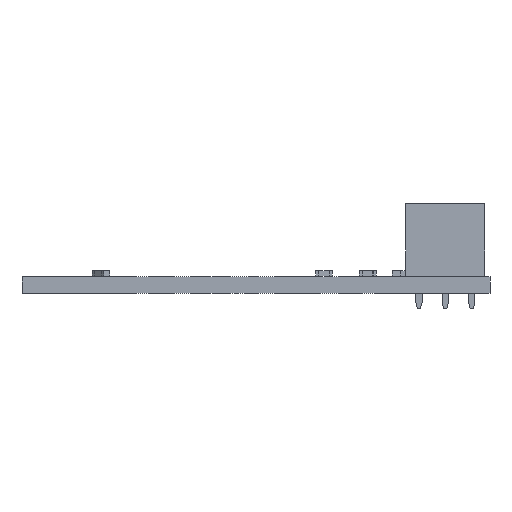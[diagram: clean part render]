
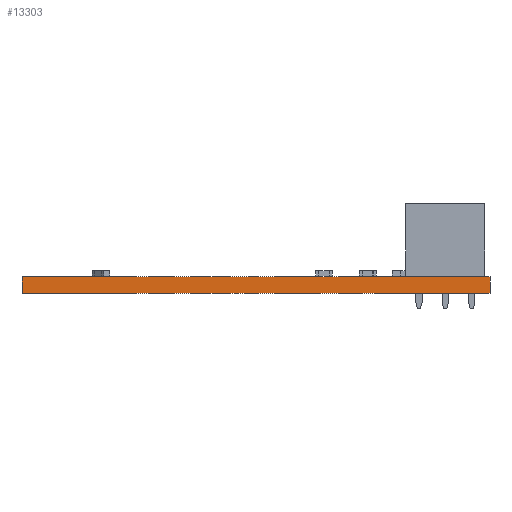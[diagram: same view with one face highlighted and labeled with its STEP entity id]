
A CAD part, front view. The second image highlights one B-rep face of the part: STEP entity #13303.
In plain terms, the highlighted planar face has unit normal (0, -1, 0).
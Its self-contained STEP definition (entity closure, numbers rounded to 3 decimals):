
#8207 = PLANE('',#8208);
#8208 = AXIS2_PLACEMENT_3D('',#8209,#8210,#8211);
#8209 = CARTESIAN_POINT('',(0.,-2.373,1.6));
#8210 = DIRECTION('',(0.,0.,1.));
#8211 = DIRECTION('',(1.,0.,0.));
#8262 = PLANE('',#8263);
#8263 = AXIS2_PLACEMENT_3D('',#8264,#8265,#8266);
#8264 = CARTESIAN_POINT('',(0.,-2.373,0.)
  );
#8265 = DIRECTION('',(0.,0.,1.));
#8266 = DIRECTION('',(1.,0.,0.));
#8511 = VERTEX_POINT('',#8512);
#8512 = CARTESIAN_POINT('',(-22.5,-32.,0.));
#8526 = PLANE('',#8527);
#8527 = AXIS2_PLACEMENT_3D('',#8528,#8529,#8530);
#8528 = CARTESIAN_POINT('',(-22.5,-15.,0.));
#8529 = DIRECTION('',(1.,0.,0.));
#8530 = DIRECTION('',(0.,-1.,0.));
#8538 = EDGE_CURVE('',#8511,#8539,#8541,.T.);
#8539 = VERTEX_POINT('',#8540);
#8540 = CARTESIAN_POINT('',(22.5,-32.,0.));
#8541 = SURFACE_CURVE('',#8542,(#8546,#8553),.PCURVE_S1.);
#8542 = LINE('',#8543,#8544);
#8543 = CARTESIAN_POINT('',(-22.5,-32.,0.));
#8544 = VECTOR('',#8545,1.);
#8545 = DIRECTION('',(1.,0.,0.));
#8546 = PCURVE('',#8262,#8547);
#8547 = DEFINITIONAL_REPRESENTATION('',(#8548),#8552);
#8548 = LINE('',#8549,#8550);
#8549 = CARTESIAN_POINT('',(-22.5,-29.627));
#8550 = VECTOR('',#8551,1.);
#8551 = DIRECTION('',(1.,0.));
#8552 = ( GEOMETRIC_REPRESENTATION_CONTEXT(2) 
PARAMETRIC_REPRESENTATION_CONTEXT() REPRESENTATION_CONTEXT('2D SPACE',''
  ) );
#8553 = PCURVE('',#8554,#8559);
#8554 = PLANE('',#8555);
#8555 = AXIS2_PLACEMENT_3D('',#8556,#8557,#8558);
#8556 = CARTESIAN_POINT('',(-22.5,-32.,0.));
#8557 = DIRECTION('',(0.,1.,0.));
#8558 = DIRECTION('',(1.,0.,0.));
#8559 = DEFINITIONAL_REPRESENTATION('',(#8560),#8564);
#8560 = LINE('',#8561,#8562);
#8561 = CARTESIAN_POINT('',(0.,0.));
#8562 = VECTOR('',#8563,1.);
#8563 = DIRECTION('',(1.,0.));
#8564 = ( GEOMETRIC_REPRESENTATION_CONTEXT(2) 
PARAMETRIC_REPRESENTATION_CONTEXT() REPRESENTATION_CONTEXT('2D SPACE',''
  ) );
#8582 = PLANE('',#8583);
#8583 = AXIS2_PLACEMENT_3D('',#8584,#8585,#8586);
#8584 = CARTESIAN_POINT('',(22.5,-32.,0.));
#8585 = DIRECTION('',(-1.,0.,0.));
#8586 = DIRECTION('',(0.,1.,0.));
#11026 = VERTEX_POINT('',#11027);
#11027 = CARTESIAN_POINT('',(-22.5,-32.,1.6));
#11048 = EDGE_CURVE('',#11026,#11049,#11051,.T.);
#11049 = VERTEX_POINT('',#11050);
#11050 = CARTESIAN_POINT('',(22.5,-32.,1.6));
#11051 = SURFACE_CURVE('',#11052,(#11056,#11063),.PCURVE_S1.);
#11052 = LINE('',#11053,#11054);
#11053 = CARTESIAN_POINT('',(-22.5,-32.,1.6));
#11054 = VECTOR('',#11055,1.);
#11055 = DIRECTION('',(1.,0.,0.));
#11056 = PCURVE('',#8207,#11057);
#11057 = DEFINITIONAL_REPRESENTATION('',(#11058),#11062);
#11058 = LINE('',#11059,#11060);
#11059 = CARTESIAN_POINT('',(-22.5,-29.627));
#11060 = VECTOR('',#11061,1.);
#11061 = DIRECTION('',(1.,0.));
#11062 = ( GEOMETRIC_REPRESENTATION_CONTEXT(2) 
PARAMETRIC_REPRESENTATION_CONTEXT() REPRESENTATION_CONTEXT('2D SPACE',''
  ) );
#11063 = PCURVE('',#8554,#11064);
#11064 = DEFINITIONAL_REPRESENTATION('',(#11065),#11069);
#11065 = LINE('',#11066,#11067);
#11066 = CARTESIAN_POINT('',(0.,-1.6));
#11067 = VECTOR('',#11068,1.);
#11068 = DIRECTION('',(1.,0.));
#11069 = ( GEOMETRIC_REPRESENTATION_CONTEXT(2) 
PARAMETRIC_REPRESENTATION_CONTEXT() REPRESENTATION_CONTEXT('2D SPACE',''
  ) );
#13255 = EDGE_CURVE('',#8511,#11026,#13256,.T.);
#13256 = SURFACE_CURVE('',#13257,(#13261,#13268),.PCURVE_S1.);
#13257 = LINE('',#13258,#13259);
#13258 = CARTESIAN_POINT('',(-22.5,-32.,0.));
#13259 = VECTOR('',#13260,1.);
#13260 = DIRECTION('',(0.,0.,1.));
#13261 = PCURVE('',#8526,#13262);
#13262 = DEFINITIONAL_REPRESENTATION('',(#13263),#13267);
#13263 = LINE('',#13264,#13265);
#13264 = CARTESIAN_POINT('',(17.,0.));
#13265 = VECTOR('',#13266,1.);
#13266 = DIRECTION('',(0.,-1.));
#13267 = ( GEOMETRIC_REPRESENTATION_CONTEXT(2) 
PARAMETRIC_REPRESENTATION_CONTEXT() REPRESENTATION_CONTEXT('2D SPACE',''
  ) );
#13268 = PCURVE('',#8554,#13269);
#13269 = DEFINITIONAL_REPRESENTATION('',(#13270),#13274);
#13270 = LINE('',#13271,#13272);
#13271 = CARTESIAN_POINT('',(0.,0.));
#13272 = VECTOR('',#13273,1.);
#13273 = DIRECTION('',(0.,-1.));
#13274 = ( GEOMETRIC_REPRESENTATION_CONTEXT(2) 
PARAMETRIC_REPRESENTATION_CONTEXT() REPRESENTATION_CONTEXT('2D SPACE',''
  ) );
#13303 = ADVANCED_FACE('',(#13304),#8554,.F.);
#13304 = FACE_BOUND('',#13305,.F.);
#13305 = EDGE_LOOP('',(#13306,#13307,#13308,#13329));
#13306 = ORIENTED_EDGE('',*,*,#13255,.T.);
#13307 = ORIENTED_EDGE('',*,*,#11048,.T.);
#13308 = ORIENTED_EDGE('',*,*,#13309,.F.);
#13309 = EDGE_CURVE('',#8539,#11049,#13310,.T.);
#13310 = SURFACE_CURVE('',#13311,(#13315,#13322),.PCURVE_S1.);
#13311 = LINE('',#13312,#13313);
#13312 = CARTESIAN_POINT('',(22.5,-32.,0.));
#13313 = VECTOR('',#13314,1.);
#13314 = DIRECTION('',(0.,0.,1.));
#13315 = PCURVE('',#8554,#13316);
#13316 = DEFINITIONAL_REPRESENTATION('',(#13317),#13321);
#13317 = LINE('',#13318,#13319);
#13318 = CARTESIAN_POINT('',(45.,0.));
#13319 = VECTOR('',#13320,1.);
#13320 = DIRECTION('',(0.,-1.));
#13321 = ( GEOMETRIC_REPRESENTATION_CONTEXT(2) 
PARAMETRIC_REPRESENTATION_CONTEXT() REPRESENTATION_CONTEXT('2D SPACE',''
  ) );
#13322 = PCURVE('',#8582,#13323);
#13323 = DEFINITIONAL_REPRESENTATION('',(#13324),#13328);
#13324 = LINE('',#13325,#13326);
#13325 = CARTESIAN_POINT('',(0.,0.));
#13326 = VECTOR('',#13327,1.);
#13327 = DIRECTION('',(0.,-1.));
#13328 = ( GEOMETRIC_REPRESENTATION_CONTEXT(2) 
PARAMETRIC_REPRESENTATION_CONTEXT() REPRESENTATION_CONTEXT('2D SPACE',''
  ) );
#13329 = ORIENTED_EDGE('',*,*,#8538,.F.);
